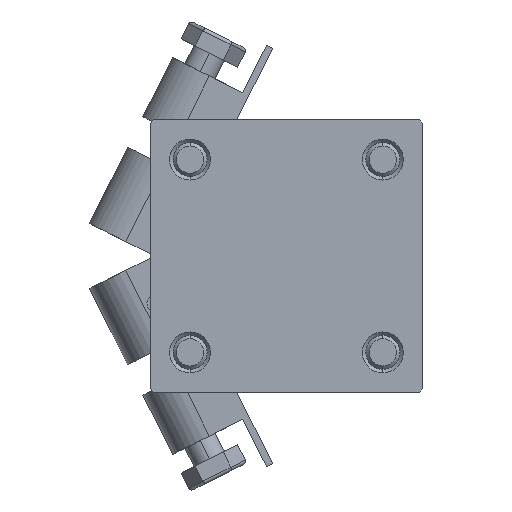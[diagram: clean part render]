
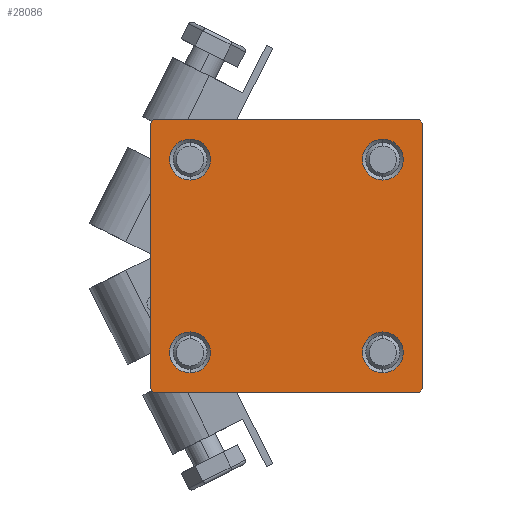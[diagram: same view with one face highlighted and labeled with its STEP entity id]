
A CAD part, left-side view. The second image highlights one B-rep face of the part: STEP entity #28086.
In plain terms, the highlighted planar face has unit normal (-1, 0, 0).
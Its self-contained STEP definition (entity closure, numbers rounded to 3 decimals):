
#1047 = FACE_OUTER_BOUND ( 'NONE', #1889, .T. ) ;
#1059 = CARTESIAN_POINT ( 'NONE',  ( 0., -14.15, -11.15 ) ) ;
#1474 = VERTEX_POINT ( 'NONE', #13300 ) ;
#1889 = EDGE_LOOP ( 'NONE', ( #16323, #25613, #50509, #17500, #2678, #40547, #45351, #38403 ) ) ;
#2005 = CARTESIAN_POINT ( 'NONE',  ( 0., 19.5, -20. ) ) ;
#2025 = DIRECTION ( 'NONE',  ( 0., 0., 1. ) ) ;
#2142 = EDGE_LOOP ( 'NONE', ( #27218, #22056 ) ) ;
#2678 = ORIENTED_EDGE ( 'NONE', *, *, #27483, .F. ) ;
#3250 = DIRECTION ( 'NONE',  ( 0., 0., 1. ) ) ;
#3791 = ORIENTED_EDGE ( 'NONE', *, *, #44326, .T. ) ;
#4725 = DIRECTION ( 'NONE',  ( 0., -1., 0. ) ) ;
#4834 = DIRECTION ( 'NONE',  ( 0., 0.707, 0.707 ) ) ;
#4900 = DIRECTION ( 'NONE',  ( -1., 0., 0. ) ) ;
#5188 = DIRECTION ( 'NONE',  ( 0., 0.707, -0.707 ) ) ;
#5205 = EDGE_CURVE ( 'NONE', #1474, #39846, #24564, .T. ) ;
#5491 = VECTOR ( 'NONE', #27671, 1000. ) ;
#5714 = VERTEX_POINT ( 'NONE', #19582 ) ;
#5739 = DIRECTION ( 'NONE',  ( 0., 0., 1. ) ) ;
#5819 = AXIS2_PLACEMENT_3D ( 'NONE', #8205, #50873, #23909 ) ;
#5858 = EDGE_CURVE ( 'NONE', #34218, #32576, #29349, .T. ) ;
#6022 = EDGE_CURVE ( 'NONE', #9874, #11482, #48380, .T. ) ;
#6115 = ORIENTED_EDGE ( 'NONE', *, *, #7061, .T. ) ;
#6271 = DIRECTION ( 'NONE',  ( 1., 0., 0. ) ) ;
#7061 = EDGE_CURVE ( 'NONE', #11482, #9874, #45168, .T. ) ;
#8205 = CARTESIAN_POINT ( 'NONE',  ( 0., 14.15, 14.15 ) ) ;
#8450 = LINE ( 'NONE', #31600, #35394 ) ;
#8561 = VERTEX_POINT ( 'NONE', #48999 ) ;
#8628 = CARTESIAN_POINT ( 'NONE',  ( 0., -20., 20. ) ) ;
#8640 = AXIS2_PLACEMENT_3D ( 'NONE', #48533, #24898, #48268 ) ;
#9288 = CARTESIAN_POINT ( 'NONE',  ( 0., 0., 0. ) ) ;
#9540 = FACE_BOUND ( 'NONE', #21007, .T. ) ;
#9712 = LINE ( 'NONE', #45197, #34132 ) ;
#9850 = VERTEX_POINT ( 'NONE', #21002 ) ;
#9874 = VERTEX_POINT ( 'NONE', #25124 ) ;
#9967 = DIRECTION ( 'NONE',  ( 0., 0., -1. ) ) ;
#10485 = CARTESIAN_POINT ( 'NONE',  ( 0., 14.15, 14.15 ) ) ;
#10723 = DIRECTION ( 'NONE',  ( 1., 0., 0. ) ) ;
#10904 = VECTOR ( 'NONE', #4725, 1000. ) ;
#11482 = VERTEX_POINT ( 'NONE', #42288 ) ;
#11555 = DIRECTION ( 'NONE',  ( 1., 0., 0. ) ) ;
#11659 = CIRCLE ( 'NONE', #40419, 3. ) ;
#12966 = VERTEX_POINT ( 'NONE', #43092 ) ;
#13300 = CARTESIAN_POINT ( 'NONE',  ( 0., 14.15, 17.15 ) ) ;
#13393 = PLANE ( 'NONE',  #38349 ) ;
#13900 = CIRCLE ( 'NONE', #24576, 3. ) ;
#13963 = DIRECTION ( 'NONE',  ( 1., 0., 0. ) ) ;
#13971 = DIRECTION ( 'NONE',  ( 0., -1., 0. ) ) ;
#14241 = DIRECTION ( 'NONE',  ( 0., 0., 1. ) ) ;
#14344 = DIRECTION ( 'NONE',  ( 1., 0., 0. ) ) ;
#14360 = CARTESIAN_POINT ( 'NONE',  ( 0., 20., -19.5 ) ) ;
#14911 = DIRECTION ( 'NONE',  ( 0., 0., 1. ) ) ;
#15425 = ORIENTED_EDGE ( 'NONE', *, *, #36589, .T. ) ;
#15771 = EDGE_CURVE ( 'NONE', #28100, #28917, #11659, .T. ) ;
#15988 = EDGE_CURVE ( 'NONE', #9850, #8561, #36819, .T. ) ;
#16323 = ORIENTED_EDGE ( 'NONE', *, *, #23683, .T. ) ;
#17500 = ORIENTED_EDGE ( 'NONE', *, *, #19143, .T. ) ;
#17959 = CARTESIAN_POINT ( 'NONE',  ( 0., -14.15, 14.15 ) ) ;
#18182 = CARTESIAN_POINT ( 'NONE',  ( 0., 14.15, -14.15 ) ) ;
#18449 = EDGE_CURVE ( 'NONE', #32576, #5714, #48441, .T. ) ;
#18769 = CARTESIAN_POINT ( 'NONE',  ( 0., -14.15, 14.15 ) ) ;
#19143 = EDGE_CURVE ( 'NONE', #5714, #26274, #49942, .T. ) ;
#19162 = EDGE_CURVE ( 'NONE', #9850, #26812, #38132, .T. ) ;
#19582 = CARTESIAN_POINT ( 'NONE',  ( 0., -19.5, -20. ) ) ;
#21002 = CARTESIAN_POINT ( 'NONE',  ( 0., 19.5, 20. ) ) ;
#21007 = EDGE_LOOP ( 'NONE', ( #22798, #3791 ) ) ;
#21379 = DIRECTION ( 'NONE',  ( 0., 0., 1. ) ) ;
#21535 = VECTOR ( 'NONE', #5188, 1000. ) ;
#22056 = ORIENTED_EDGE ( 'NONE', *, *, #15771, .T. ) ;
#22798 = ORIENTED_EDGE ( 'NONE', *, *, #5205, .T. ) ;
#22931 = AXIS2_PLACEMENT_3D ( 'NONE', #10485, #14344, #26185 ) ;
#23561 = ORIENTED_EDGE ( 'NONE', *, *, #23618, .T. ) ;
#23618 = EDGE_CURVE ( 'NONE', #28270, #25985, #46420, .T. ) ;
#23683 = EDGE_CURVE ( 'NONE', #8561, #34218, #9712, .T. ) ;
#23909 = DIRECTION ( 'NONE',  ( 0., 0., 1. ) ) ;
#24084 = VECTOR ( 'NONE', #26569, 1000. ) ;
#24564 = CIRCLE ( 'NONE', #22931, 3. ) ;
#24576 = AXIS2_PLACEMENT_3D ( 'NONE', #18182, #10723, #3250 ) ;
#24898 = DIRECTION ( 'NONE',  ( 1., 0., 0. ) ) ;
#25124 = CARTESIAN_POINT ( 'NONE',  ( 0., -14.15, 17.15 ) ) ;
#25613 = ORIENTED_EDGE ( 'NONE', *, *, #5858, .T. ) ;
#25827 = CARTESIAN_POINT ( 'NONE',  ( 0., -14.15, -14.15 ) ) ;
#25985 = VERTEX_POINT ( 'NONE', #26082 ) ;
#26082 = CARTESIAN_POINT ( 'NONE',  ( 0., 14.15, -11.15 ) ) ;
#26185 = DIRECTION ( 'NONE',  ( 0., 0., 1. ) ) ;
#26238 = AXIS2_PLACEMENT_3D ( 'NONE', #18769, #11555, #14911 ) ;
#26274 = VERTEX_POINT ( 'NONE', #27273 ) ;
#26457 = DIRECTION ( 'NONE',  ( 1., 0., 0. ) ) ;
#26569 = DIRECTION ( 'NONE',  ( 0., -0.707, 0.707 ) ) ;
#26812 = VERTEX_POINT ( 'NONE', #41265 ) ;
#27218 = ORIENTED_EDGE ( 'NONE', *, *, #32761, .T. ) ;
#27273 = CARTESIAN_POINT ( 'NONE',  ( 0., -20., -19.5 ) ) ;
#27483 = EDGE_CURVE ( 'NONE', #12966, #26274, #46962, .T. ) ;
#27671 = DIRECTION ( 'NONE',  ( 0., 0., -1. ) ) ;
#28086 = ADVANCED_FACE ( 'NONE', ( #32425, #40917, #47849, #9540, #1047 ), #13393, .T. ) ;
#28100 = VERTEX_POINT ( 'NONE', #33198 ) ;
#28270 = VERTEX_POINT ( 'NONE', #32623 ) ;
#28917 = VERTEX_POINT ( 'NONE', #1059 ) ;
#29349 = LINE ( 'NONE', #38077, #45934 ) ;
#30421 = CARTESIAN_POINT ( 'NONE',  ( 0., 20., 20. ) ) ;
#31600 = CARTESIAN_POINT ( 'NONE',  ( 0., -19.75, 19.75 ) ) ;
#31763 = ORIENTED_EDGE ( 'NONE', *, *, #6022, .T. ) ;
#32259 = EDGE_LOOP ( 'NONE', ( #31763, #6115 ) ) ;
#32425 = FACE_BOUND ( 'NONE', #32259, .T. ) ;
#32576 = VERTEX_POINT ( 'NONE', #2005 ) ;
#32623 = CARTESIAN_POINT ( 'NONE',  ( 0., 14.15, -17.15 ) ) ;
#32761 = EDGE_CURVE ( 'NONE', #28917, #28100, #35097, .T. ) ;
#33198 = CARTESIAN_POINT ( 'NONE',  ( 0., -14.15, -17.15 ) ) ;
#34132 = VECTOR ( 'NONE', #9967, 1000. ) ;
#34218 = VERTEX_POINT ( 'NONE', #14360 ) ;
#35097 = CIRCLE ( 'NONE', #36729, 3. ) ;
#35394 = VECTOR ( 'NONE', #4834, 1000. ) ;
#36405 = VECTOR ( 'NONE', #13971, 1000. ) ;
#36589 = EDGE_CURVE ( 'NONE', #25985, #28270, #13900, .T. ) ;
#36729 = AXIS2_PLACEMENT_3D ( 'NONE', #49183, #13963, #5739 ) ;
#36819 = LINE ( 'NONE', #40422, #21535 ) ;
#37992 = EDGE_LOOP ( 'NONE', ( #15425, #23561 ) ) ;
#38077 = CARTESIAN_POINT ( 'NONE',  ( 0., 19.75, -19.75 ) ) ;
#38132 = LINE ( 'NONE', #30421, #36405 ) ;
#38349 = AXIS2_PLACEMENT_3D ( 'NONE', #9288, #4900, #21379 ) ;
#38403 = ORIENTED_EDGE ( 'NONE', *, *, #15988, .T. ) ;
#39846 = VERTEX_POINT ( 'NONE', #40202 ) ;
#40202 = CARTESIAN_POINT ( 'NONE',  ( 0., 14.15, 11.15 ) ) ;
#40419 = AXIS2_PLACEMENT_3D ( 'NONE', #25827, #6271, #14241 ) ;
#40422 = CARTESIAN_POINT ( 'NONE',  ( 0., 19.75, 19.75 ) ) ;
#40547 = ORIENTED_EDGE ( 'NONE', *, *, #42057, .T. ) ;
#40739 = CARTESIAN_POINT ( 'NONE',  ( 0., 20., -20. ) ) ;
#40917 = FACE_BOUND ( 'NONE', #2142, .T. ) ;
#41265 = CARTESIAN_POINT ( 'NONE',  ( 0., -19.5, 20. ) ) ;
#42057 = EDGE_CURVE ( 'NONE', #12966, #26812, #8450, .T. ) ;
#42288 = CARTESIAN_POINT ( 'NONE',  ( 0., -14.15, 11.15 ) ) ;
#42765 = CIRCLE ( 'NONE', #5819, 3. ) ;
#43092 = CARTESIAN_POINT ( 'NONE',  ( 0., -20., 19.5 ) ) ;
#44326 = EDGE_CURVE ( 'NONE', #39846, #1474, #42765, .T. ) ;
#45168 = CIRCLE ( 'NONE', #50065, 3. ) ;
#45197 = CARTESIAN_POINT ( 'NONE',  ( 0., 20., 20. ) ) ;
#45286 = DIRECTION ( 'NONE',  ( 0., -0.707, -0.707 ) ) ;
#45351 = ORIENTED_EDGE ( 'NONE', *, *, #19162, .F. ) ;
#45594 = CARTESIAN_POINT ( 'NONE',  ( 0., -19.75, -19.75 ) ) ;
#45934 = VECTOR ( 'NONE', #45286, 1000. ) ;
#46420 = CIRCLE ( 'NONE', #8640, 3. ) ;
#46962 = LINE ( 'NONE', #8628, #5491 ) ;
#47849 = FACE_BOUND ( 'NONE', #37992, .T. ) ;
#48268 = DIRECTION ( 'NONE',  ( 0., 0., 1. ) ) ;
#48380 = CIRCLE ( 'NONE', #26238, 3. ) ;
#48441 = LINE ( 'NONE', #40739, #10904 ) ;
#48533 = CARTESIAN_POINT ( 'NONE',  ( 0., 14.15, -14.15 ) ) ;
#48999 = CARTESIAN_POINT ( 'NONE',  ( 0., 20., 19.5 ) ) ;
#49183 = CARTESIAN_POINT ( 'NONE',  ( 0., -14.15, -14.15 ) ) ;
#49942 = LINE ( 'NONE', #45594, #24084 ) ;
#50065 = AXIS2_PLACEMENT_3D ( 'NONE', #17959, #26457, #2025 ) ;
#50509 = ORIENTED_EDGE ( 'NONE', *, *, #18449, .T. ) ;
#50873 = DIRECTION ( 'NONE',  ( 1., 0., 0. ) ) ;
